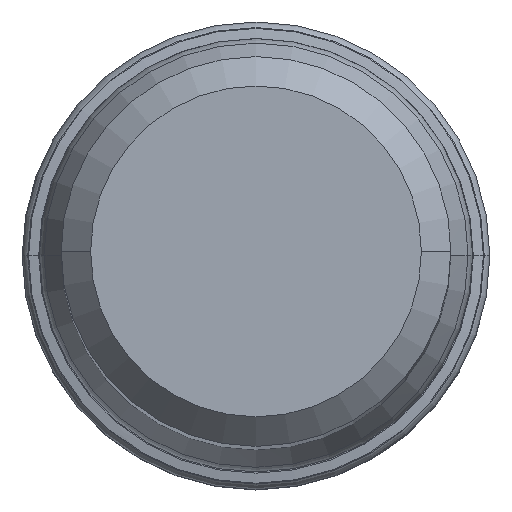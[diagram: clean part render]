
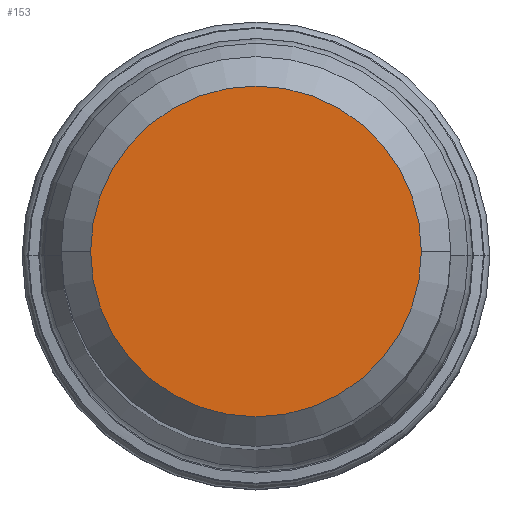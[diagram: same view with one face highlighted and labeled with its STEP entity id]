
A CAD part, top view. The second image highlights one B-rep face of the part: STEP entity #153.
In plain terms, the highlighted planar face has unit normal (0, 0, 1).
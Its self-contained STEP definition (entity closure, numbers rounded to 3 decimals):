
#30=PLANE('',#1201);
#153=ADVANCED_FACE('',(#220),#30,.F.);
#220=FACE_OUTER_BOUND('',#276,.T.);
#276=EDGE_LOOP('',(#495,#496,#497,#498));
#495=ORIENTED_EDGE('',*,*,#751,.F.);
#496=ORIENTED_EDGE('',*,*,#750,.F.);
#497=ORIENTED_EDGE('',*,*,#752,.F.);
#498=ORIENTED_EDGE('',*,*,#753,.F.);
#623=VERTEX_POINT('',#2668);
#624=VERTEX_POINT('',#2670);
#625=VERTEX_POINT('',#2672);
#626=VERTEX_POINT('',#2676);
#750=EDGE_CURVE('',#624,#625,#899,.T.);
#751=EDGE_CURVE('',#625,#623,#900,.T.);
#752=EDGE_CURVE('',#626,#624,#901,.T.);
#753=EDGE_CURVE('',#623,#626,#902,.T.);
#899=CIRCLE('',#1196,6.738);
#900=CIRCLE('',#1197,6.738);
#901=CIRCLE('',#1199,6.738);
#902=CIRCLE('',#1200,6.738);
#1196=AXIS2_PLACEMENT_3D('',#2671,#1488,#1489);
#1197=AXIS2_PLACEMENT_3D('',#2673,#1490,#1491);
#1199=AXIS2_PLACEMENT_3D('',#2675,#1494,#1495);
#1200=AXIS2_PLACEMENT_3D('',#2677,#1496,#1497);
#1201=AXIS2_PLACEMENT_3D('',#2678,#1498,#1499);
#1488=DIRECTION('',(0.,0.,-1.));
#1489=DIRECTION('',(-1.,0.,0.));
#1490=DIRECTION('',(0.,0.,-1.));
#1491=DIRECTION('',(0.,1.,0.));
#1494=DIRECTION('',(0.,0.,-1.));
#1495=DIRECTION('',(0.,-1.,0.));
#1496=DIRECTION('',(0.,0.,-1.));
#1497=DIRECTION('',(1.,0.,0.));
#1498=DIRECTION('',(0.,0.,-1.));
#1499=DIRECTION('',(-1.,0.,0.));
#2668=CARTESIAN_POINT('',(6.738,0.,0.));
#2670=CARTESIAN_POINT('',(-6.738,0.,0.));
#2671=CARTESIAN_POINT('',(0.,0.,0.));
#2672=CARTESIAN_POINT('',(0.,6.737,0.));
#2673=CARTESIAN_POINT('',(0.,0.,0.));
#2675=CARTESIAN_POINT('',(0.,0.,0.));
#2676=CARTESIAN_POINT('',(0.,-6.738,0.));
#2677=CARTESIAN_POINT('',(0.,0.,0.));
#2678=CARTESIAN_POINT('',(0.,0.,0.));
